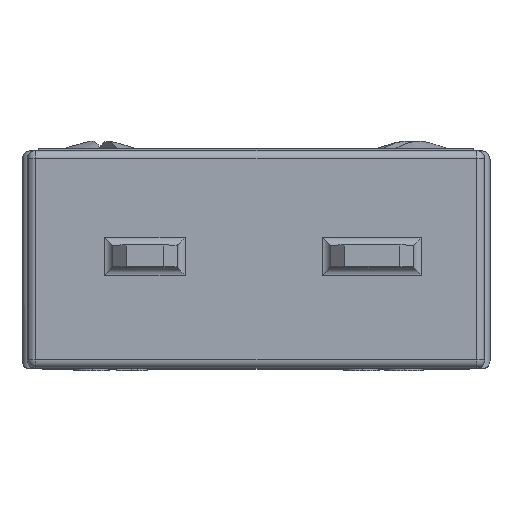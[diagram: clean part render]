
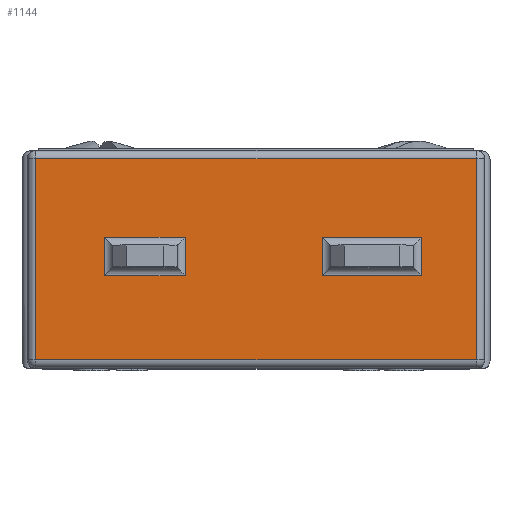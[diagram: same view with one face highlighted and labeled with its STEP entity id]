
A CAD part, top view. The second image highlights one B-rep face of the part: STEP entity #1144.
In plain terms, the highlighted planar face has unit normal (0, 0, 1).
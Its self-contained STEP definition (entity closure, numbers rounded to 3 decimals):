
#1061 = VERTEX_POINT ( 'NONE', #7924 ) ;
#1062 = EDGE_LOOP ( 'NONE', ( #1142, #1069, #1079, #1141 ) ) ;
#1066 = EDGE_CURVE ( 'NONE', #1081, #1061, #7921, .T. ) ;
#1067 = EDGE_LOOP ( 'NONE', ( #1136, #1135, #1113, #1128 ) ) ;
#1069 = ORIENTED_EDGE ( 'NONE', *, *, #1070, .T. ) ;
#1070 = EDGE_CURVE ( 'NONE', #1139, #1078, #7917, .T. ) ;
#1078 = VERTEX_POINT ( 'NONE', #7961 ) ;
#1079 = ORIENTED_EDGE ( 'NONE', *, *, #1080, .T. ) ;
#1080 = EDGE_CURVE ( 'NONE', #1078, #1081, #7960, .T. ) ;
#1081 = VERTEX_POINT ( 'NONE', #7956 ) ;
#1105 = EDGE_CURVE ( 'NONE', #1116, #1126, #7519, .T. ) ;
#1113 = ORIENTED_EDGE ( 'NONE', *, *, #1130, .T. ) ;
#1114 = VERTEX_POINT ( 'NONE', #8031 ) ;
#1115 = ORIENTED_EDGE ( 'NONE', *, *, #1120, .T. ) ;
#1116 = VERTEX_POINT ( 'NONE', #8026 ) ;
#1117 = EDGE_CURVE ( 'NONE', #1122, #1118, #8025, .T. ) ;
#1118 = VERTEX_POINT ( 'NONE', #8021 ) ;
#1119 = VERTEX_POINT ( 'NONE', #8020 ) ;
#1120 = EDGE_CURVE ( 'NONE', #1118, #1116, #8019, .T. ) ;
#1121 = ORIENTED_EDGE ( 'NONE', *, *, #1105, .T. ) ;
#1122 = VERTEX_POINT ( 'NONE', #8015 ) ;
#1123 = ORIENTED_EDGE ( 'NONE', *, *, #1117, .T. ) ;
#1124 = EDGE_CURVE ( 'NONE', #1126, #1122, #8014, .T. ) ;
#1125 = ORIENTED_EDGE ( 'NONE', *, *, #1124, .T. ) ;
#1126 = VERTEX_POINT ( 'NONE', #8010 ) ;
#1127 = EDGE_LOOP ( 'NONE', ( #1125, #1123, #1115, #1121 ) ) ;
#1128 = ORIENTED_EDGE ( 'NONE', *, *, #1129, .T. ) ;
#1129 = EDGE_CURVE ( 'NONE', #1114, #1133, #8077, .T. ) ;
#1130 = EDGE_CURVE ( 'NONE', #1119, #1114, #8073, .T. ) ;
#1131 = EDGE_CURVE ( 'NONE', #1134, #1119, #8069, .T. ) ;
#1132 = EDGE_CURVE ( 'NONE', #1133, #1134, #8065, .T. ) ;
#1133 = VERTEX_POINT ( 'NONE', #8061 ) ;
#1134 = VERTEX_POINT ( 'NONE', #8060 ) ;
#1135 = ORIENTED_EDGE ( 'NONE', *, *, #1131, .T. ) ;
#1136 = ORIENTED_EDGE ( 'NONE', *, *, #1132, .T. ) ;
#1139 = VERTEX_POINT ( 'NONE', #8058 ) ;
#1141 = ORIENTED_EDGE ( 'NONE', *, *, #1066, .T. ) ;
#1142 = ORIENTED_EDGE ( 'NONE', *, *, #1143, .T. ) ;
#1143 = EDGE_CURVE ( 'NONE', #1061, #1139, #8055, .T. ) ;
#1144 = ADVANCED_FACE ( 'NONE', ( #8051, #8050, #8049 ), #8047, .F. ) ;
#7519 = LINE ( 'NONE', #7980, #8041 ) ;
#7916 = CARTESIAN_POINT ( 'NONE',  ( 2.74, -0.596, 0. ) ) ;
#7917 = LINE ( 'NONE', #7916, #7976 ) ;
#7918 = DIRECTION ( 'NONE',  ( 1., 0., 0. ) ) ;
#7919 = VECTOR ( 'NONE', #7918, 1000. ) ;
#7920 = CARTESIAN_POINT ( 'NONE',  ( 5.79, 0.804, 0. ) ) ;
#7921 = LINE ( 'NONE', #7920, #7919 ) ;
#7924 = CARTESIAN_POINT ( 'NONE',  ( 6.09, 0.804, 0. ) ) ;
#7956 = CARTESIAN_POINT ( 'NONE',  ( 2.44, 0.804, 0. ) ) ;
#7957 = DIRECTION ( 'NONE',  ( 0., 1., 0. ) ) ;
#7958 = VECTOR ( 'NONE', #7957, 1000. ) ;
#7959 = CARTESIAN_POINT ( 'NONE',  ( 2.44, 0.504, 0. ) ) ;
#7960 = LINE ( 'NONE', #7959, #7958 ) ;
#7961 = CARTESIAN_POINT ( 'NONE',  ( 2.44, -0.596, 0. ) ) ;
#7975 = DIRECTION ( 'NONE',  ( -1., 0., 0. ) ) ;
#7976 = VECTOR ( 'NONE', #7975, 1000. ) ;
#7980 = CARTESIAN_POINT ( 'NONE',  ( -8.1, 3.7, 0. ) ) ;
#8010 = CARTESIAN_POINT ( 'NONE',  ( -8.1, 3.7, 0. ) ) ;
#8011 = DIRECTION ( 'NONE',  ( 0., -1., 0. ) ) ;
#8012 = VECTOR ( 'NONE', #8011, 1000. ) ;
#8013 = CARTESIAN_POINT ( 'NONE',  ( -8.1, -4., 0. ) ) ;
#8014 = LINE ( 'NONE', #8013, #8012 ) ;
#8015 = CARTESIAN_POINT ( 'NONE',  ( -8.1, -3.7, 0. ) ) ;
#8016 = DIRECTION ( 'NONE',  ( 0., 1., 0. ) ) ;
#8017 = VECTOR ( 'NONE', #8016, 1000. ) ;
#8018 = CARTESIAN_POINT ( 'NONE',  ( 8.1, 4., 0. ) ) ;
#8019 = LINE ( 'NONE', #8018, #8017 ) ;
#8020 = CARTESIAN_POINT ( 'NONE',  ( -5.57, -0.596, 0. ) ) ;
#8021 = CARTESIAN_POINT ( 'NONE',  ( 8.1, -3.7, 0. ) ) ;
#8022 = DIRECTION ( 'NONE',  ( 1., 0., 0. ) ) ;
#8023 = VECTOR ( 'NONE', #8022, 1000. ) ;
#8024 = CARTESIAN_POINT ( 'NONE',  ( 8.1, -3.7, 0. ) ) ;
#8025 = LINE ( 'NONE', #8024, #8023 ) ;
#8026 = CARTESIAN_POINT ( 'NONE',  ( 8.1, 3.7, 0. ) ) ;
#8031 = CARTESIAN_POINT ( 'NONE',  ( -5.57, 0.804, 0. ) ) ;
#8040 = DIRECTION ( 'NONE',  ( -1., 0., 0. ) ) ;
#8041 = VECTOR ( 'NONE', #8040, 1000. ) ;
#8043 = DIRECTION ( 'NONE',  ( -1., 0., 0. ) ) ;
#8044 = DIRECTION ( 'NONE',  ( 0., 0., -1. ) ) ;
#8045 = CARTESIAN_POINT ( 'NONE',  ( -8.4, 4., 0. ) ) ;
#8046 = AXIS2_PLACEMENT_3D ( 'NONE', #8045, #8044, #8043 ) ;
#8047 = PLANE ( 'NONE',  #8046 ) ;
#8049 = FACE_OUTER_BOUND ( 'NONE', #1127, .T. ) ;
#8050 = FACE_BOUND ( 'NONE', #1067, .T. ) ;
#8051 = FACE_BOUND ( 'NONE', #1062, .T. ) ;
#8052 = DIRECTION ( 'NONE',  ( 0., -1., 0. ) ) ;
#8053 = VECTOR ( 'NONE', #8052, 1000. ) ;
#8054 = CARTESIAN_POINT ( 'NONE',  ( 6.09, -0.296, 0. ) ) ;
#8055 = LINE ( 'NONE', #8054, #8053 ) ;
#8058 = CARTESIAN_POINT ( 'NONE',  ( 6.09, -0.596, 0. ) ) ;
#8060 = CARTESIAN_POINT ( 'NONE',  ( -2.6, -0.596, 0. ) ) ;
#8061 = CARTESIAN_POINT ( 'NONE',  ( -2.6, 0.804, 0. ) ) ;
#8062 = DIRECTION ( 'NONE',  ( 0., -1., 0. ) ) ;
#8063 = VECTOR ( 'NONE', #8062, 1000. ) ;
#8064 = CARTESIAN_POINT ( 'NONE',  ( -2.6, -0.296, 0. ) ) ;
#8065 = LINE ( 'NONE', #8064, #8063 ) ;
#8066 = DIRECTION ( 'NONE',  ( -1., 0., 0. ) ) ;
#8067 = VECTOR ( 'NONE', #8066, 1000. ) ;
#8068 = CARTESIAN_POINT ( 'NONE',  ( -5.27, -0.596, 0. ) ) ;
#8069 = LINE ( 'NONE', #8068, #8067 ) ;
#8070 = DIRECTION ( 'NONE',  ( 0., 1., 0. ) ) ;
#8071 = VECTOR ( 'NONE', #8070, 1000. ) ;
#8072 = CARTESIAN_POINT ( 'NONE',  ( -5.57, 0.504, 0. ) ) ;
#8073 = LINE ( 'NONE', #8072, #8071 ) ;
#8074 = DIRECTION ( 'NONE',  ( 1., 0., 0. ) ) ;
#8075 = VECTOR ( 'NONE', #8074, 1000. ) ;
#8076 = CARTESIAN_POINT ( 'NONE',  ( -2.9, 0.804, 0. ) ) ;
#8077 = LINE ( 'NONE', #8076, #8075 ) ;
